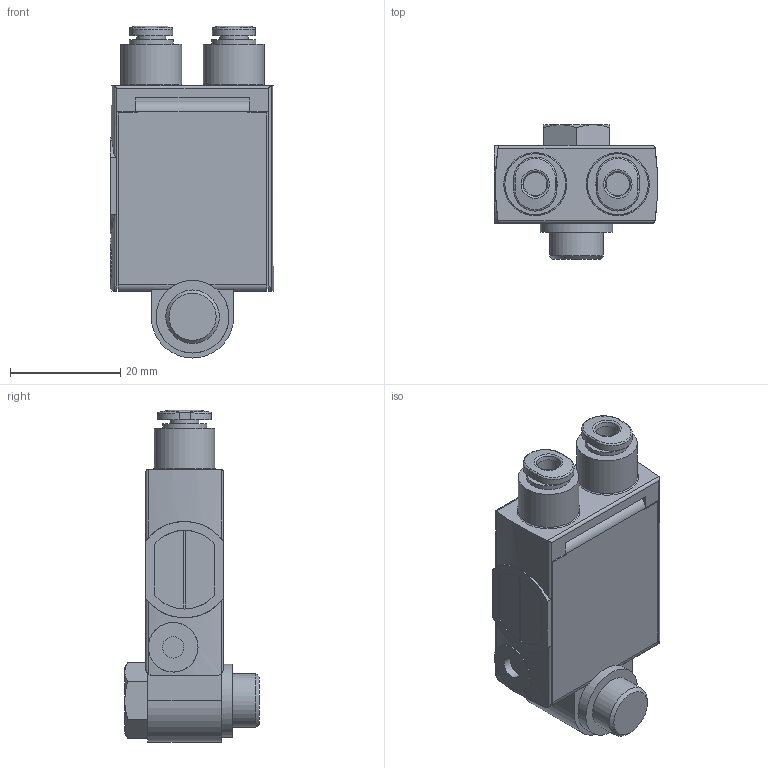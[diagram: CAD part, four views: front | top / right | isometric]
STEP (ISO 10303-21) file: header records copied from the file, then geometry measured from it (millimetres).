
FILE_DESCRIPTION(/* description */ ('STEP AP214'),/* implementation_level */ '2;1');
FILE_NAME(/* name */ '8193272_VBNF-LBA-G18-Q4',/* time_stamp */ '2024-09-16T10:29:59+02:00',/* author */ ('License CC BY-ND 4.0'),/* organization */ ('CADENAS'),/* preprocessor_version */ 'ST-DEVELOPER v19.3',/* originating_system */ 'PARTsolutions',/* authorisation */ ' ');
FILE_SCHEMA (('AUTOMOTIVE_DESIGN {1 0 10303 214 3 1 1}'));
Length unit declared in the file: millimetre
Products named in the file (1): 8193272 VBNF-LBA-G18-Q4
Bounding box: 29.61 x 24.41 x 60.3 mm (x, y, z)
Volume: 19957.8 mm3; surface area: 6359.4 mm2
Topology: 1 solids, 1 shells, 170 faces, 428 edges, 278 vertices
Faces by surface type: plane 101, cylinder 46, cone 11, bspline 8, torus 4
Full cylindrical faces by diameter (mm): 3.9 x1, 4.2 x2, 5.2 x2, 8 x2, 9 x1, 9.728 x1, 11.05 x2, 13.21 x1
Entity records: 6329 total; most frequent: CARTESIAN_POINT 1184, ORIENTED_EDGE 806, DIRECTION 778, EDGE_CURVE 403, VERTEX_POINT 274, AXIS2_PLACEMENT_3D 267, LINE 244, VECTOR 244
